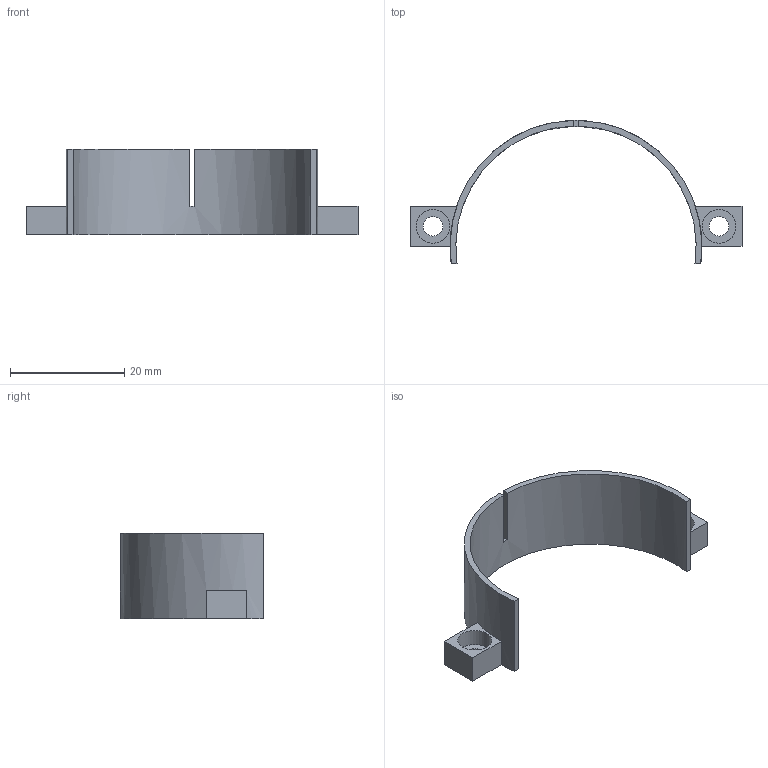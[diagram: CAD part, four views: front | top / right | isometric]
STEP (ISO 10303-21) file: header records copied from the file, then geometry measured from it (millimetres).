
FILE_DESCRIPTION(('FreeCAD Model'),'2;1');
FILE_NAME('Art23Optodisk.step', '2017-01-10T08:59:37',('Author'),(''), 'Open CASCADE STEP processor 6.8','FreeCAD','Unknown');
FILE_SCHEMA(('AUTOMOTIVE_DESIGN_CC2 { 1 2 10303 214 -1 1 5 4 }'));
Length unit declared in the file: millimetre
Products named in the file (2): ASSEMBLY; Art23OptodiskMaster
Assembly tree (1 placements, depth 2):
  ASSEMBLY
    Art23OptodiskMaster
Bounding box: 58 x 25 x 15 mm (x, y, z)
Volume: 1409.5 mm3; surface area: 2858.7 mm2
Topology: 1 solids, 1 shells, 24 faces, 64 edges, 44 vertices
Faces by surface type: plane 18, cylinder 6
Full cylindrical faces by diameter (mm): 3.4 x2, 5.9 x2
Entity records: 1863 total; most frequent: CARTESIAN_POINT 582, DIRECTION 225, ORIENTED_EDGE 128, PCURVE 128, DEFINITIONAL_REPRESENTATION 128, LINE 115, VECTOR 115, EDGE_CURVE 64
